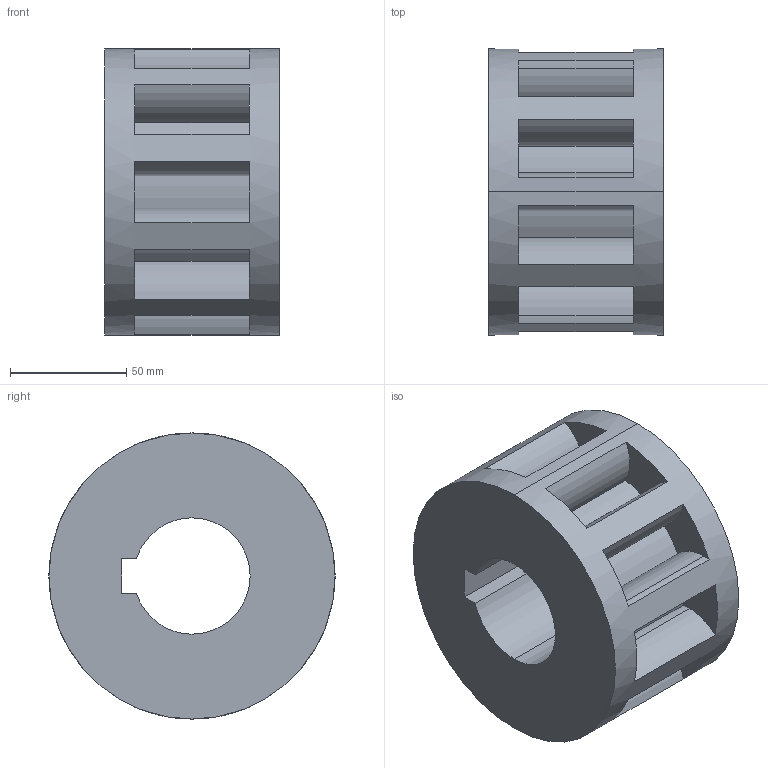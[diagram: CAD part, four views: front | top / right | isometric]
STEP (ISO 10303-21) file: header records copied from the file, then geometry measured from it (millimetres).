
FILE_DESCRIPTION (( 'STEP AP214' ), '1' );
FILE_NAME ('engrenage vane courbe v.STEP', '2021-04-04T17:25:55', ( '' ), ( '' ), 'SwSTEP 2.0', 'SolidWorks 2018', '' );
FILE_SCHEMA (( 'AUTOMOTIVE_DESIGN' ));
Length unit declared in the file: millimetre
Products named in the file (1): engrenage vane courbe v
Bounding box: 75 x 123 x 123 mm (x, y, z)
Volume: 564800.2 mm3; surface area: 83310.2 mm2
Topology: 1 solids, 1 shells, 64 faces, 156 edges, 104 vertices
Faces by surface type: cylinder 39, plane 25
Entity records: 1976 total; most frequent: DIRECTION 384, CARTESIAN_POINT 325, ORIENTED_EDGE 312, AXIS2_PLACEMENT_3D 163, EDGE_CURVE 156, VERTEX_POINT 104, CIRCLE 98, EDGE_LOOP 76
